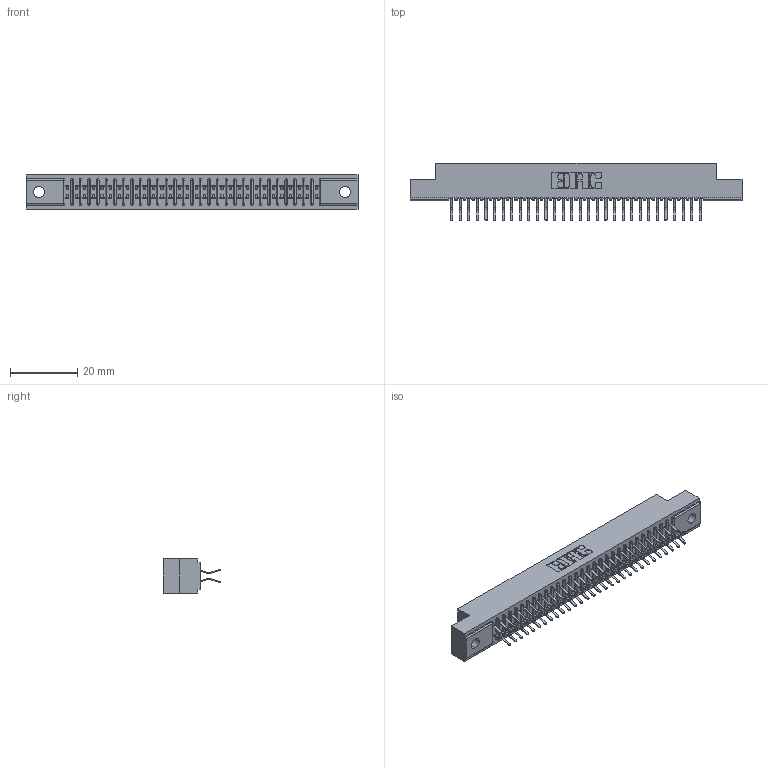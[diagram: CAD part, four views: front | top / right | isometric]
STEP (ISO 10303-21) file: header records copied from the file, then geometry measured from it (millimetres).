
FILE_DESCRIPTION (( 'STEP AP203' ), '1' );
FILE_NAME ('341-060-556-202.STEP', '2018-08-07T17:38:01', ( '' ), ( '' ), 'SwSTEP 2.0', 'SolidWorks 2016', '' );
FILE_SCHEMA (( 'CONFIG_CONTROL_DESIGN' ));
Length unit declared in the file: inch
Products named in the file (3): 341 Part_.128 (3.25) Dia Mounting Holes; 341-292-001_341-292-156; 341-060-556-202
Assembly tree (61 placements, depth 2):
  341-060-556-202
    341 Part_.128 (3.25) Dia Mounting Holes
    341-292-001_341-292-156  x60
Bounding box: 98.42 x 17.07 x 10.16 mm (x, y, z)
Volume: 7236.6 mm3; surface area: 12359.6 mm2
Topology: 61 solids, 61 shells, 4316 faces, 12526 edges, 8126 vertices
Faces by surface type: plane 2468, cylinder 1728, sphere 62, torus 58
Entity records: 38047 total; most frequent: CARTESIAN_POINT 6326, ORIENTED_EDGE 6284, DIRECTION 6152, EDGE_CURVE 3142, VECTOR 2520, LINE 2520, VERTEX_POINT 1990, AXIS2_PLACEMENT_3D 1816
